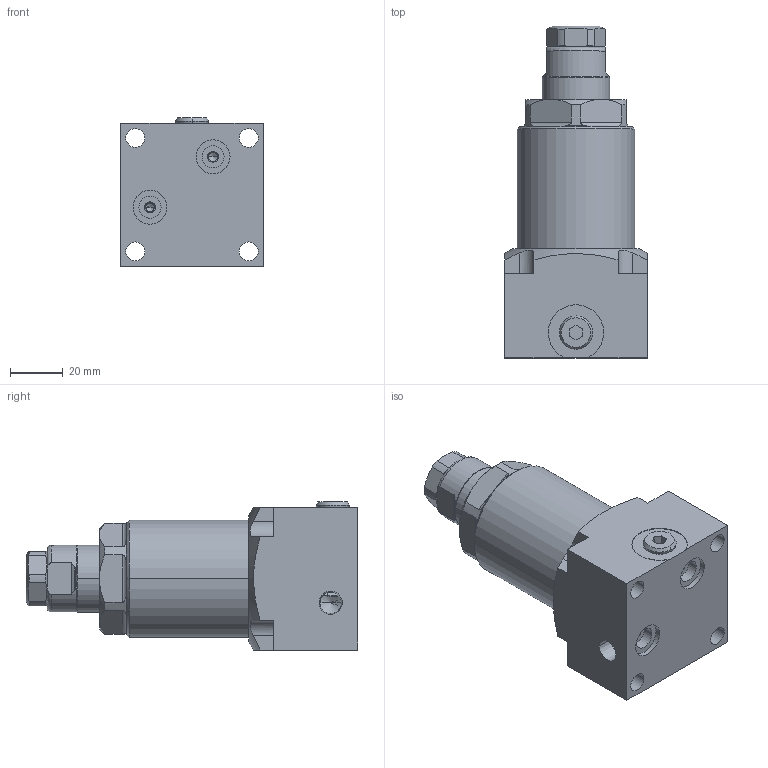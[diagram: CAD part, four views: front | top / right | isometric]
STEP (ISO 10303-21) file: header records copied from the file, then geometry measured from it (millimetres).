
FILE_DESCRIPTION((''),'2;1');
FILE_NAME('ILC10081020','2020-06-22T',('Asawyer'),(''),'PRO/ENGINEER BY PARAMETRIC TECHNOLOGY CORPORATION, 2013320','PRO/ENGINEER BY PARAMETRIC TECHNOLOGY CORPORATION, 2013320','');
FILE_SCHEMA(('CONFIG_CONTROL_DESIGN'));
Length unit declared in the file: inch
Products named in the file (1): ILC10081020
Bounding box: 53.98 x 125.41 x 55.97 mm (x, y, z)
Volume: 203183.2 mm3; surface area: 38735.7 mm2
Topology: 1 solids, 8 shells, 193 faces, 499 edges, 322 vertices
Faces by surface type: cylinder 77, plane 68, cone 38, torus 10
Entity records: 6766 total; most frequent: CARTESIAN_POINT 2025, DIRECTION 986, ORIENTED_EDGE 965, EDGE_CURVE 493, AXIS2_PLACEMENT_3D 395, VERTEX_POINT 322, EDGE_LOOP 221, CIRCLE 201
